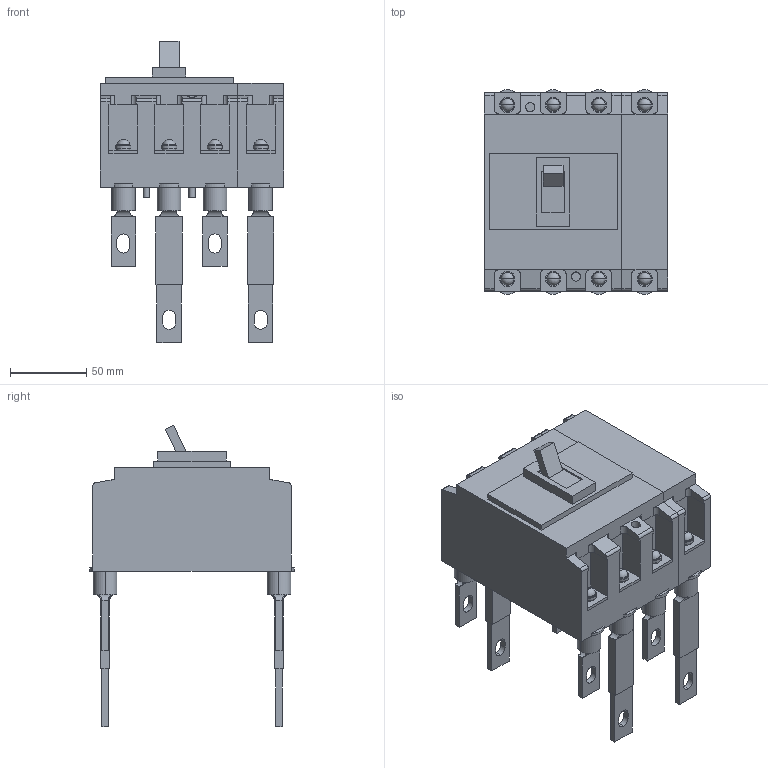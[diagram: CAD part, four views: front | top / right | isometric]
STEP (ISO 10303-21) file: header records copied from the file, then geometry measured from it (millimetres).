
FILE_DESCRIPTION (( 'STEP AP214' ), '1' );
FILE_NAME ('PS125NF4R50.STEP', '2023-03-01T00:56:41', ( 'CAD' ), ( '' ), 'SwSTEP 2.0', 'SolidWorks 2015', '' );
FILE_SCHEMA (( 'AUTOMOTIVE_DESIGN' ));
Length unit declared in the file: millimetre
Products named in the file (1): PS125NF4R50
Bounding box: 120 x 134 x 197.5 mm (x, y, z)
Volume: 1033680.2 mm3; surface area: 137184.9 mm2
Topology: 44 solids, 44 shells, 488 faces, 1116 edges, 720 vertices
Faces by surface type: plane 300, cylinder 172, torus 16
Entity records: 16748 total; most frequent: CARTESIAN_POINT 3025, DIRECTION 2302, ORIENTED_EDGE 2200, EDGE_CURVE 1100, LINE 772, VECTOR 772, AXIS2_PLACEMENT_3D 765, VERTEX_POINT 720
